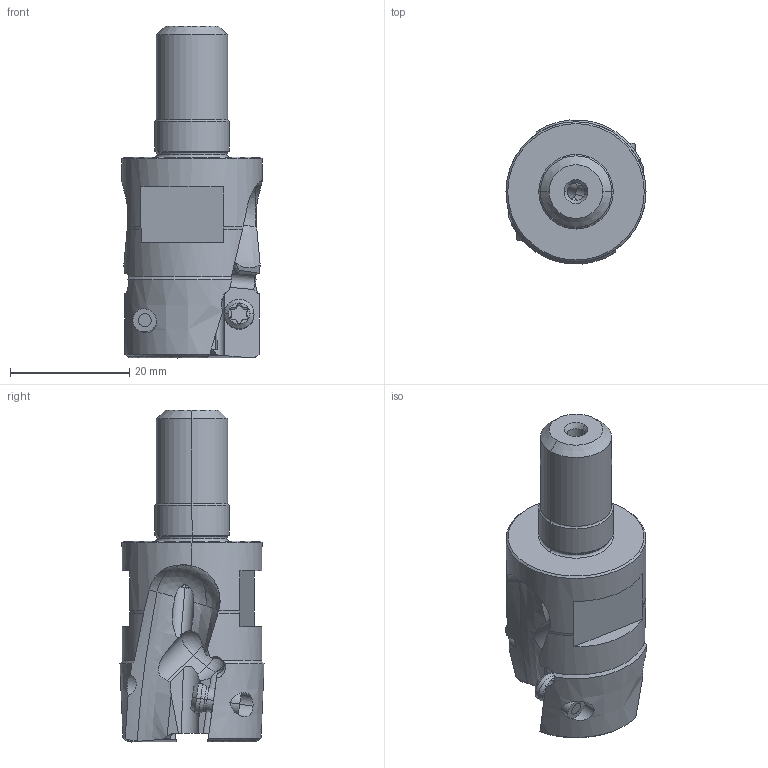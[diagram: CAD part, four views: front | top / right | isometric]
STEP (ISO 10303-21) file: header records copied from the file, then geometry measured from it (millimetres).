
FILE_DESCRIPTION(/* description */ (''),/* implementation_level */ '2;1');
FILE_NAME(/* name */ 'APX4000UR162AM12A35.stp',/* time_stamp */ '2021-09-08T11:43:21+09:00',/* author */ (''),/* organization */ (''),/* preprocessor_version */ 'ST-DEVELOPER v16',/* originating_system */ 'SIEMENS PLM Software NX 10.0',/* authorisation */ '');
FILE_SCHEMA (('AUTOMOTIVE_DESIGN { 1 0 10303 214 3 1 1 1 }'));
Length unit declared in the file: millimetre
Products named in the file (1): APX4000UR162AM12A35_ASM
Bounding box: 23.5 x 24.17 x 55.73 mm (x, y, z)
Volume: 11589.4 mm3; surface area: 5292.5 mm2
Topology: 3 solids, 3 shells, 197 faces, 569 edges, 389 vertices
Faces by surface type: cylinder 82, plane 45, cone 32, torus 18, sphere 14, bspline 6
Entity records: 9082 total; most frequent: CARTESIAN_POINT 3897, ORIENTED_EDGE 1122, DIRECTION 1008, EDGE_CURVE 561, AXIS2_PLACEMENT_3D 440, VERTEX_POINT 374, EDGE_LOOP 209, CIRCLE 209
